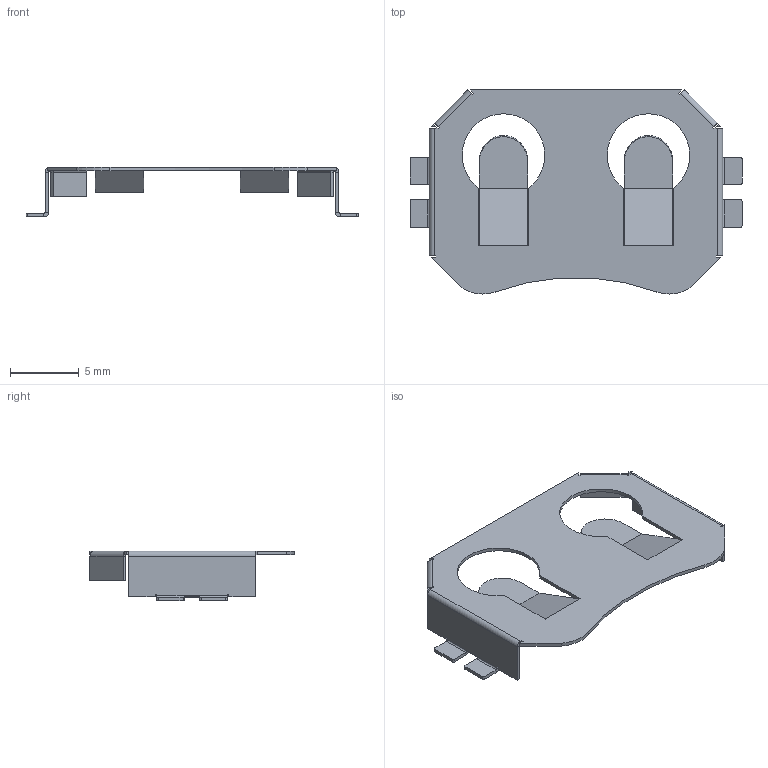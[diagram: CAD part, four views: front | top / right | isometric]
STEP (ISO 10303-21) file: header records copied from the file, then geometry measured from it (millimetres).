
FILE_DESCRIPTION(('FreeCAD Model'),'2;1');
FILE_NAME('Open CASCADE Shape Model','2024-03-13T03:09:52',(''),(''), 'Open CASCADE STEP processor 7.7','FreeCAD','Unknown');
FILE_SCHEMA(('AUTOMOTIVE_DESIGN { 1 0 10303 214 1 1 1 1 }'));
Length unit declared in the file: millimetre
Products named in the file (2): Part; Shell
Assembly tree (1 placements, depth 2):
  Part
    Shell
Bounding box: 24.1 x 14.81 x 3.6 mm (x, y, z)
Surface area: 726.8 mm2 (no closed solid volume)
Topology: 0 solids, 1 shells, 160 faces, 402 edges, 244 vertices
Faces by surface type: plane 127, cylinder 33
Entity records: 4704 total; most frequent: CARTESIAN_POINT 832, ORIENTED_EDGE 804, DIRECTION 784, EDGE_CURVE 402, LINE 328, VECTOR 328, VERTEX_POINT 244, AXIS2_PLACEMENT_3D 228
